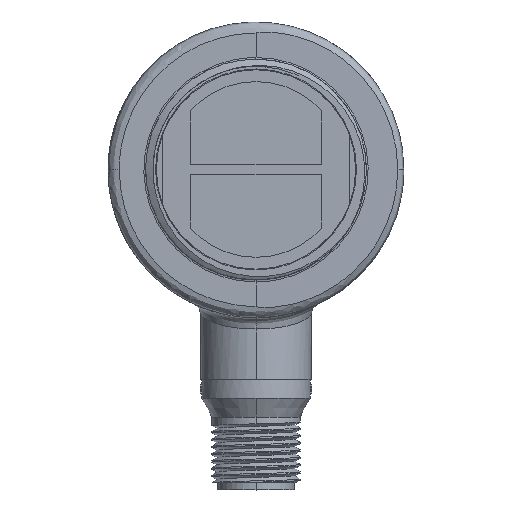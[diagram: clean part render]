
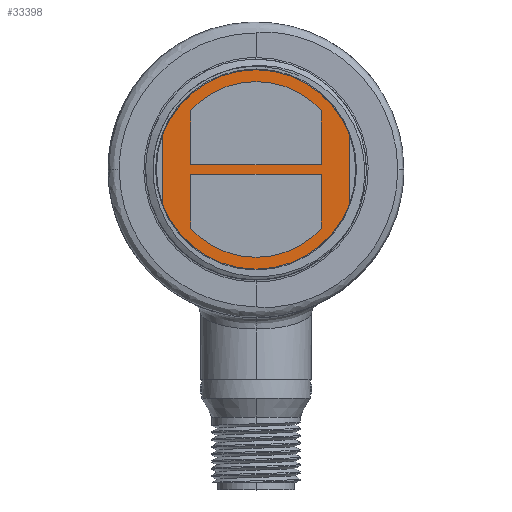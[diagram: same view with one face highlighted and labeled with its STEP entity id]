
A CAD part, top view. The second image highlights one B-rep face of the part: STEP entity #33398.
In plain terms, the highlighted planar face has unit normal (0, 0, 1).
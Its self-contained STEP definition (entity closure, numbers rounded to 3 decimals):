
#16417=DIRECTION('',(0.,1.,0.));
#16418=VECTOR('',#16417,9.379);
#16419=CARTESIAN_POINT('',(12.7,-4.69,33.934));
#16420=LINE('',#16419,#16418);
#16421=CARTESIAN_POINT('',(0.,0.,33.934));
#16422=DIRECTION('',(0.,0.,-1.));
#16423=DIRECTION('',(0.938,-0.346,0.));
#16424=AXIS2_PLACEMENT_3D('',#16421,#16422,#16423);
#16426=DIRECTION('',(0.,1.,0.));
#16427=VECTOR('',#16426,9.379);
#16428=CARTESIAN_POINT('',(-12.7,-4.69,33.934));
#16429=LINE('',#16428,#16427);
#16430=CARTESIAN_POINT('',(0.,0.,33.934));
#16431=DIRECTION('',(0.,0.,-1.));
#16432=DIRECTION('',(-0.938,0.346,0.));
#16433=AXIS2_PLACEMENT_3D('',#16430,#16431,#16432);
#16435=CARTESIAN_POINT('',(0.,0.,33.934));
#16436=DIRECTION('',(0.,0.,1.));
#16437=DIRECTION('',(-0.745,-0.667,0.));
#16438=AXIS2_PLACEMENT_3D('',#16435,#16436,#16437);
#16440=DIRECTION('',(0.,1.,0.));
#16441=VECTOR('',#16440,7.333);
#16442=CARTESIAN_POINT('',(8.89,-7.968,33.934));
#16443=LINE('',#16442,#16441);
#16444=DIRECTION('',(-1.,0.,0.));
#16445=VECTOR('',#16444,17.78);
#16446=CARTESIAN_POINT('',(8.89,-0.635,33.934));
#16447=LINE('',#16446,#16445);
#16448=DIRECTION('',(0.,-1.,0.));
#16449=VECTOR('',#16448,7.333);
#16450=CARTESIAN_POINT('',(-8.89,-0.635,33.934));
#16451=LINE('',#16450,#16449);
#16452=CARTESIAN_POINT('',(0.,0.,33.934));
#16453=DIRECTION('',(0.,0.,1.));
#16454=DIRECTION('',(0.745,0.667,0.));
#16455=AXIS2_PLACEMENT_3D('',#16452,#16453,#16454);
#16457=DIRECTION('',(0.,-1.,0.));
#16458=VECTOR('',#16457,7.333);
#16459=CARTESIAN_POINT('',(-8.89,7.968,33.934));
#16460=LINE('',#16459,#16458);
#16461=DIRECTION('',(1.,0.,0.));
#16462=VECTOR('',#16461,17.78);
#16463=CARTESIAN_POINT('',(-8.89,0.635,33.934));
#16464=LINE('',#16463,#16462);
#16465=DIRECTION('',(0.,1.,0.));
#16466=VECTOR('',#16465,7.333);
#16467=CARTESIAN_POINT('',(8.89,0.635,33.934));
#16468=LINE('',#16467,#16466);
#17688=CARTESIAN_POINT('',(-12.7,-4.69,33.934));
#17689=CARTESIAN_POINT('',(-12.7,4.69,33.934));
#17690=VERTEX_POINT('',#17688);
#17691=VERTEX_POINT('',#17689);
#17700=CARTESIAN_POINT('',(12.7,-4.69,33.934));
#17701=CARTESIAN_POINT('',(12.7,4.69,33.934));
#17702=VERTEX_POINT('',#17700);
#17703=VERTEX_POINT('',#17701);
#17724=CARTESIAN_POINT('',(-8.89,-7.968,33.934));
#17725=CARTESIAN_POINT('',(8.89,-7.968,33.934));
#17726=VERTEX_POINT('',#17724);
#17727=VERTEX_POINT('',#17725);
#17728=CARTESIAN_POINT('',(8.89,-0.635,33.934));
#17729=VERTEX_POINT('',#17728);
#17730=CARTESIAN_POINT('',(-8.89,-0.635,33.934));
#17731=VERTEX_POINT('',#17730);
#17732=CARTESIAN_POINT('',(8.89,7.968,33.934));
#17733=CARTESIAN_POINT('',(-8.89,7.968,33.934));
#17734=VERTEX_POINT('',#17732);
#17735=VERTEX_POINT('',#17733);
#17736=CARTESIAN_POINT('',(-8.89,0.635,33.934));
#17737=VERTEX_POINT('',#17736);
#17738=CARTESIAN_POINT('',(8.89,0.635,33.934));
#17739=VERTEX_POINT('',#17738);
#33366=CARTESIAN_POINT('',(0.,0.,33.934));
#33367=DIRECTION('',(0.,0.,-1.));
#33368=DIRECTION('',(-1.,0.,0.));
#33369=AXIS2_PLACEMENT_3D('',#33366,#33367,#33368);
#33370=PLANE('',#33369);
#33372=ORIENTED_EDGE('',*,*,#33371,.F.);
#33373=ORIENTED_EDGE('',*,*,#33331,.T.);
#33374=ORIENTED_EDGE('',*,*,#33358,.T.);
#33375=ORIENTED_EDGE('',*,*,#33309,.T.);
#33376=EDGE_LOOP('',(#33372,#33373,#33374,#33375));
#33377=FACE_OUTER_BOUND('',#33376,.F.);
#33379=ORIENTED_EDGE('',*,*,#33378,.T.);
#33381=ORIENTED_EDGE('',*,*,#33380,.T.);
#33383=ORIENTED_EDGE('',*,*,#33382,.T.);
#33385=ORIENTED_EDGE('',*,*,#33384,.T.);
#33386=EDGE_LOOP('',(#33379,#33381,#33383,#33385));
#33387=FACE_BOUND('',#33386,.F.);
#33389=ORIENTED_EDGE('',*,*,#33388,.T.);
#33391=ORIENTED_EDGE('',*,*,#33390,.T.);
#33393=ORIENTED_EDGE('',*,*,#33392,.T.);
#33395=ORIENTED_EDGE('',*,*,#33394,.T.);
#33396=EDGE_LOOP('',(#33389,#33391,#33393,#33395));
#33397=FACE_BOUND('',#33396,.F.);
#33398=ADVANCED_FACE('',(#33377,#33387,#33397),#33370,.F.);
#16425=CIRCLE('',#16424,13.538);
#16434=CIRCLE('',#16433,13.538);
#16439=CIRCLE('',#16438,11.938);
#16456=CIRCLE('',#16455,11.938);
#33309=EDGE_CURVE('',#17691,#17703,#16434,.T.);
#33331=EDGE_CURVE('',#17702,#17690,#16425,.T.);
#33358=EDGE_CURVE('',#17690,#17691,#16429,.T.);
#33371=EDGE_CURVE('',#17702,#17703,#16420,.T.);
#33378=EDGE_CURVE('',#17726,#17727,#16439,.T.);
#33380=EDGE_CURVE('',#17727,#17729,#16443,.T.);
#33382=EDGE_CURVE('',#17729,#17731,#16447,.T.);
#33384=EDGE_CURVE('',#17731,#17726,#16451,.T.);
#33388=EDGE_CURVE('',#17734,#17735,#16456,.T.);
#33390=EDGE_CURVE('',#17735,#17737,#16460,.T.);
#33392=EDGE_CURVE('',#17737,#17739,#16464,.T.);
#33394=EDGE_CURVE('',#17739,#17734,#16468,.T.);
